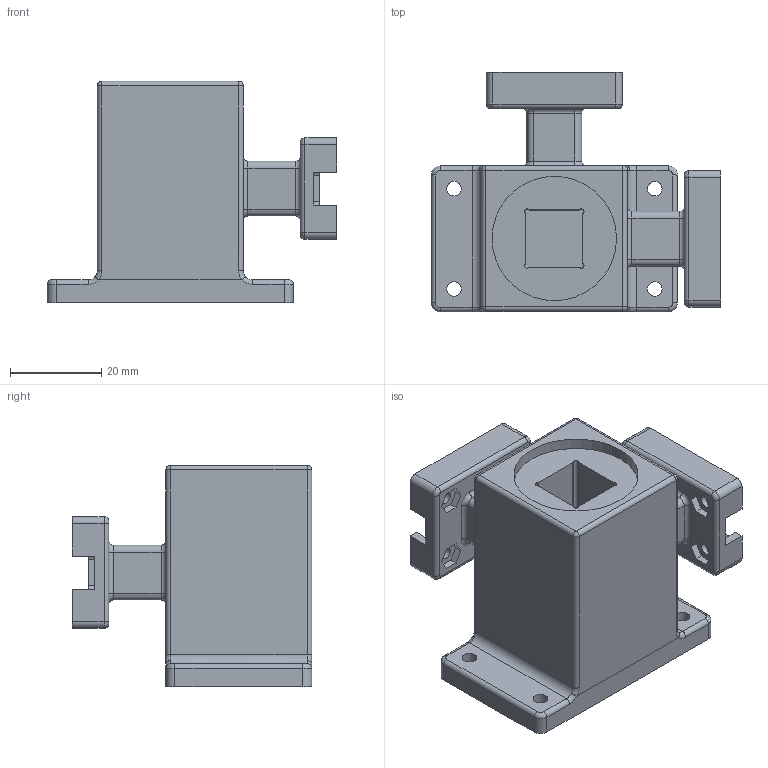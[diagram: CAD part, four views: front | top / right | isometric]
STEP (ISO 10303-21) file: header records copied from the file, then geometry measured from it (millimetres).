
FILE_DESCRIPTION(('FreeCAD Model'),'2;1');
FILE_NAME('Open CASCADE Shape Model','2023-05-28T17:59:03',(''),(''), 'Open CASCADE STEP processor 7.6','FreeCAD','Unknown');
FILE_SCHEMA(('AUTOMOTIVE_DESIGN { 1 0 10303 214 1 1 1 1 }'));
Length unit declared in the file: millimetre
Products named in the file (1): CuvetteHolePocket
Bounding box: 63.5 x 52.5 x 48.5 mm (x, y, z)
Volume: 55965.9 mm3; surface area: 18088.1 mm2
Topology: 1 solids, 1 shells, 326 faces, 835 edges, 522 vertices
Faces by surface type: plane 175, cylinder 111, torus 20, bspline 8, revolution 8, sphere 4
Full cylindrical faces by diameter (mm): 2 x2, 2.7 x8, 3.2 x4, 27.273 x1
Entity records: 20760 total; most frequent: CARTESIAN_POINT 4170, DIRECTION 3055, LINE 1821, VECTOR 1821, ORIENTED_EDGE 1662, PCURVE 1662, DEFINITIONAL_REPRESENTATION 1662, EDGE_CURVE 831
